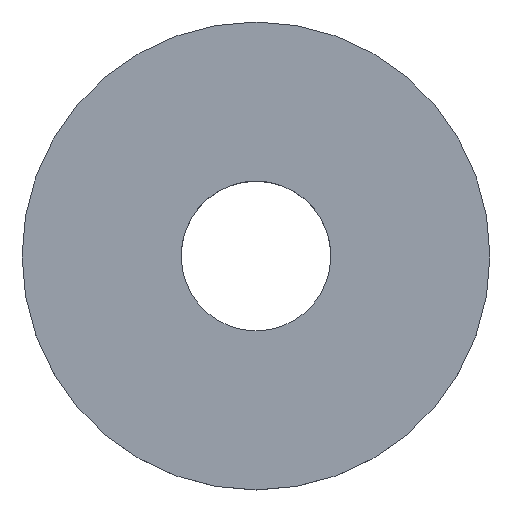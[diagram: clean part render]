
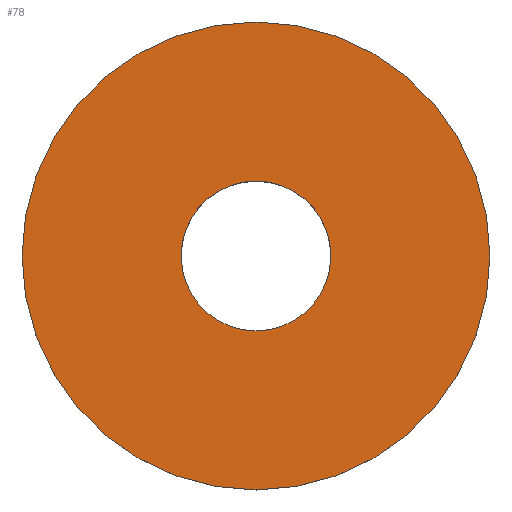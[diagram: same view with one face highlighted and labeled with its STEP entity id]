
A CAD part, top view. The second image highlights one B-rep face of the part: STEP entity #78.
In plain terms, the highlighted planar face has unit normal (0, 0, 1).
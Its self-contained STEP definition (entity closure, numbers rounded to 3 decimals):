
#15=PLANE($,#93);
#23=FACE_BOUND($,#39,.T.);
#27=FACE_OUTER_BOUND($,#38,.T.);
#38=EDGE_LOOP($,(#68));
#39=EDGE_LOOP($,(#69));
#41=CIRCLE($,#84,12.5);
#43=CIRCLE($,#88,4.);
#47=VERTEX_POINT($,#124);
#49=VERTEX_POINT($,#130);
#53=EDGE_CURVE($,#47,#47,#41,.T.);
#55=EDGE_CURVE($,#49,#49,#43,.T.);
#68=ORIENTED_EDGE($,*,*,#53,.F.);
#69=ORIENTED_EDGE($,*,*,#55,.T.);
#78=ADVANCED_FACE($,(#27,#23),#15,.T.);
#84=AXIS2_PLACEMENT_3D($,#125,#100,#101);
#88=AXIS2_PLACEMENT_3D($,#131,#108,#109);
#93=AXIS2_PLACEMENT_3D($,#138,#118,#119);
#100=DIRECTION('center_axis',(0.,0.,-1.));
#101=DIRECTION('ref_axis',(-1.,0.,0.));
#108=DIRECTION('center_axis',(0.,0.,-1.));
#109=DIRECTION('ref_axis',(-1.,0.,0.));
#118=DIRECTION('center_axis',(0.,0.,1.));
#119=DIRECTION('ref_axis',(1.,0.,0.));
#124=CARTESIAN_POINT('',(12.5,0.,7.));
#125=CARTESIAN_POINT('Origin',(0.,0.,7.));
#130=CARTESIAN_POINT('',(4.,0.,7.));
#131=CARTESIAN_POINT('Origin',(0.,0.,7.));
#138=CARTESIAN_POINT('Origin',(0.,0.,
7.));
